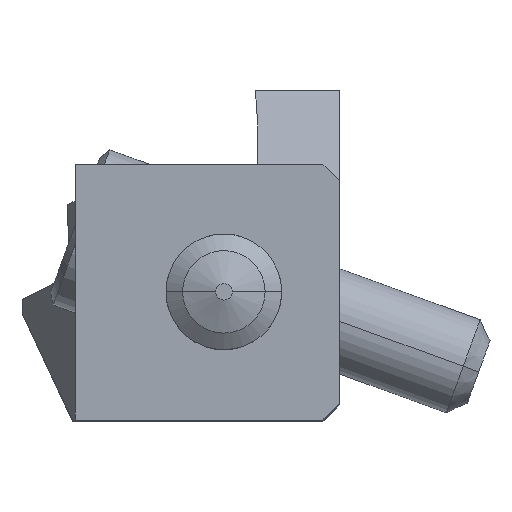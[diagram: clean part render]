
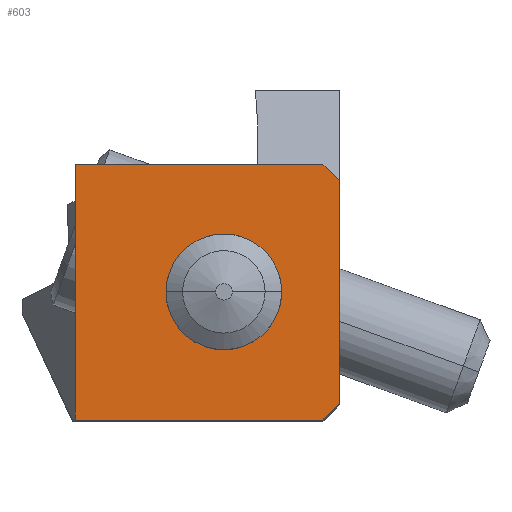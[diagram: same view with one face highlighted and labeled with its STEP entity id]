
A CAD part, top view. The second image highlights one B-rep face of the part: STEP entity #603.
In plain terms, the highlighted planar face has unit normal (0, 0, 1).
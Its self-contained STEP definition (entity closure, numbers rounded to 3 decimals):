
#261=CIRCLE('',#3802,1.65);
#262=CIRCLE('',#3803,1.65);
#603=ADVANCED_FACE('',(#926,#927),#806,.T.);
#806=PLANE('',#3804);
#926=FACE_BOUND('',#962,.T.);
#927=FACE_BOUND('',#963,.T.);
#962=EDGE_LOOP('',(#1196,#1197,#1198,#1199,#1200,#1201));
#963=EDGE_LOOP('',(#1202,#1203));
#1196=ORIENTED_EDGE('',*,*,#2592,.T.);
#1197=ORIENTED_EDGE('',*,*,#2593,.T.);
#1198=ORIENTED_EDGE('',*,*,#2577,.F.);
#1199=ORIENTED_EDGE('',*,*,#2591,.F.);
#1200=ORIENTED_EDGE('',*,*,#2594,.T.);
#1201=ORIENTED_EDGE('',*,*,#2595,.F.);
#1202=ORIENTED_EDGE('',*,*,#2596,.F.);
#1203=ORIENTED_EDGE('',*,*,#2597,.F.);
#2236=VERTEX_POINT('',#5290);
#2237=VERTEX_POINT('',#5291);
#2249=VERTEX_POINT('',#5317);
#2250=VERTEX_POINT('',#5321);
#2251=VERTEX_POINT('',#5322);
#2252=VERTEX_POINT('',#5325);
#2253=VERTEX_POINT('',#5328);
#2254=VERTEX_POINT('',#5329);
#2577=EDGE_CURVE('',#2236,#2237,#3105,.T.);
#2591=EDGE_CURVE('',#2249,#2236,#3116,.T.);
#2592=EDGE_CURVE('',#2250,#2251,#3117,.T.);
#2593=EDGE_CURVE('',#2251,#2237,#3118,.T.);
#2594=EDGE_CURVE('',#2249,#2252,#3119,.T.);
#2595=EDGE_CURVE('',#2250,#2252,#3120,.T.);
#2596=EDGE_CURVE('',#2253,#2254,#261,.T.);
#2597=EDGE_CURVE('',#2254,#2253,#262,.T.);
#3105=LINE('',#5289,#3377);
#3116=LINE('',#5318,#3388);
#3117=LINE('',#5320,#3389);
#3118=LINE('',#5323,#3390);
#3119=LINE('',#5324,#3391);
#3120=LINE('',#5326,#3392);
#3377=VECTOR('',#4229,1.);
#3388=VECTOR('',#4248,1.);
#3389=VECTOR('',#4251,1.);
#3390=VECTOR('',#4252,1.);
#3391=VECTOR('',#4253,1.);
#3392=VECTOR('',#4254,1.);
#3802=AXIS2_PLACEMENT_3D('',#5327,#4255,#4256);
#3803=AXIS2_PLACEMENT_3D('',#5330,#4257,#4258);
#3804=AXIS2_PLACEMENT_3D('',#5331,#4259,#4260);
#4229=DIRECTION('',(-1.,0.,0.));
#4248=DIRECTION('',(-0.707,-0.707,0.));
#4251=DIRECTION('',(-1.,0.,0.));
#4252=DIRECTION('',(0.,-1.,0.));
#4253=DIRECTION('',(0.,1.,0.));
#4254=DIRECTION('',(0.707,-0.707,0.));
#4255=DIRECTION('',(0.,0.,1.));
#4256=DIRECTION('',(1.,0.,0.));
#4257=DIRECTION('',(0.,0.,1.));
#4258=DIRECTION('',(-1.,0.,0.));
#4259=DIRECTION('',(0.,0.,1.));
#4260=DIRECTION('',(-1.,0.,0.));
#5289=CARTESIAN_POINT('',(-1.,0.,0.));
#5290=CARTESIAN_POINT('',(-1.,0.,0.));
#5291=CARTESIAN_POINT('',(-16.,0.,0.));
#5317=CARTESIAN_POINT('',(0.,1.,0.));
#5318=CARTESIAN_POINT('',(0.,1.,0.));
#5320=CARTESIAN_POINT('',(-1.,15.5,0.));
#5321=CARTESIAN_POINT('',(-1.,15.5,0.));
#5322=CARTESIAN_POINT('',(-16.,15.5,0.));
#5323=CARTESIAN_POINT('',(-16.,15.5,0.));
#5324=CARTESIAN_POINT('',(0.,1.,0.));
#5325=CARTESIAN_POINT('',(0.,14.5,0.));
#5326=CARTESIAN_POINT('',(-1.,15.5,0.));
#5327=CARTESIAN_POINT('',(-7.,7.75,0.));
#5328=CARTESIAN_POINT('',(-5.35,7.75,0.));
#5329=CARTESIAN_POINT('',(-8.65,7.75,0.));
#5330=CARTESIAN_POINT('',(-7.,7.75,0.));
#5331=CARTESIAN_POINT('',(-8.,7.75,0.));
